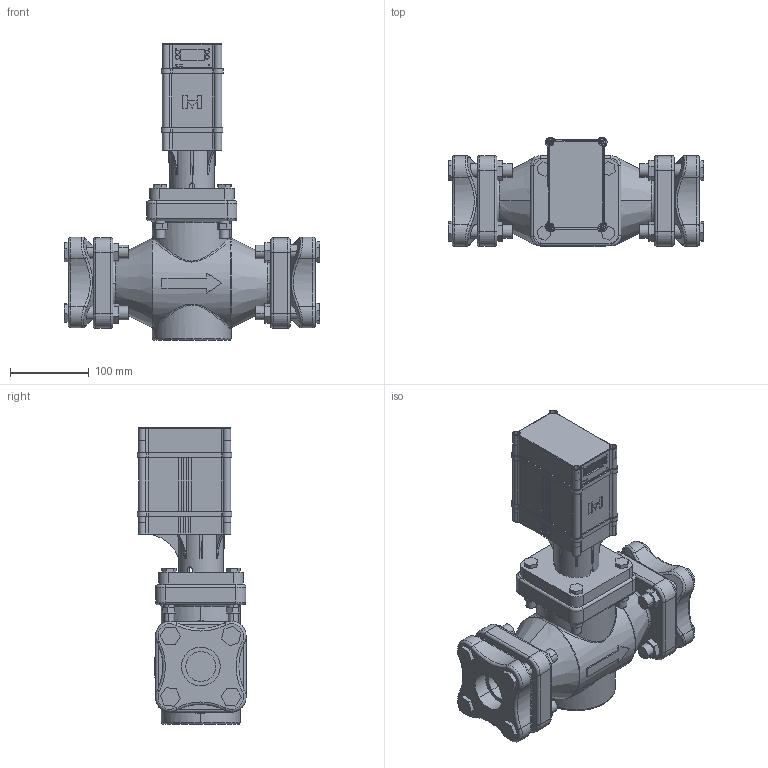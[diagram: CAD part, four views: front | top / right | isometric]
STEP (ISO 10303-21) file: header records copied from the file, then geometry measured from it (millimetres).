
FILE_DESCRIPTION((''),'2;1');
FILE_NAME('MCV_R_40_1.50_SW.stp','2016-07-28T15:27:13',(''),(''),'Mechanical Desktop 2011','Mechanical Desktop 2011',', , ');
FILE_SCHEMA(('CONFIG_CONTROL_DESIGN'));
Length unit declared in the file: inch
Products named in the file (15): Product; MCV_R_40_1.50_SW; HKS200_150_SW_NEW; BOLT_688; NUT_688; 75-3454; 75-3451; 75-3453; 75-3447; 75-3450; E-2978 REV A; E-2978 REV A_CPY; BOLT_0; NUT_0; 2_VALVE1
Assembly tree (35 placements, depth 3):
  Product
    MCV_R_40_1.50_SW
      HKS200_150_SW_NEW  x2
      BOLT_688  x8
      NUT_688  x8
      75-3454
      75-3451
      75-3453
      75-3447
      75-3450
      E-2978 REV A
      E-2978 REV A_CPY
      BOLT_0  x4
      NUT_0  x4
      2_VALVE1
Bounding box: 325.37 x 139.22 x 377.7 mm (x, y, z)
Volume: 4223523 mm3; surface area: 544338.1 mm2
Topology: 34 solids, 34 shells, 1255 faces, 3368 edges, 2200 vertices
Faces by surface type: plane 544, cylinder 494, bspline 120, torus 60, cone 37
Entity records: 37773 total; most frequent: CARTESIAN_POINT 12320, DIRECTION 5255, ORIENTED_EDGE 5220, EDGE_CURVE 2610, AXIS2_PLACEMENT_3D 1956, VERTEX_POINT 1676, VECTOR 1343, LINE 1343
